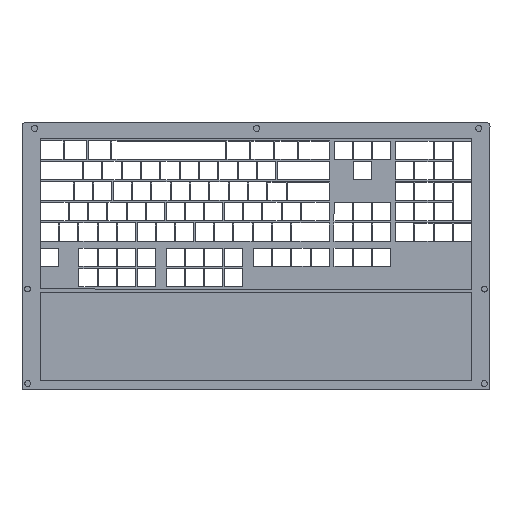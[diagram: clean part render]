
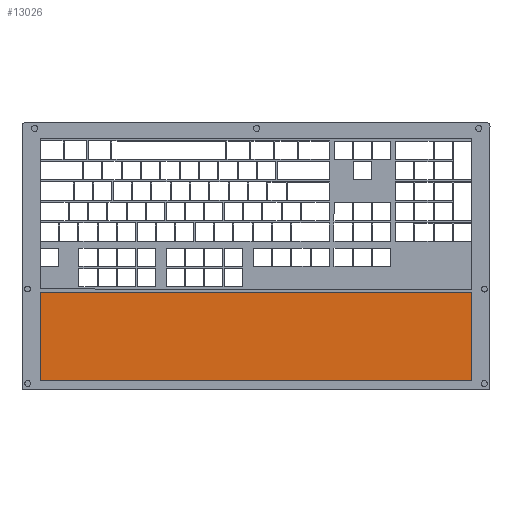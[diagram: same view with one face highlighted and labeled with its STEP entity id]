
A CAD part, top view. The second image highlights one B-rep face of the part: STEP entity #13026.
In plain terms, the highlighted planar face has unit normal (0, 0, 1).
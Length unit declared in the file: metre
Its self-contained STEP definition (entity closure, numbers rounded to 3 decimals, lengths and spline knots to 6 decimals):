
#3470=ORIENTED_EDGE('',*,*,#3852,.T.);
#3471=ORIENTED_EDGE('',*,*,#3855,.T.);
#3472=ORIENTED_EDGE('',*,*,#3858,.F.);
#3473=ORIENTED_EDGE('',*,*,#3849,.F.);
#3849=EDGE_CURVE('',#5537,#5539,#6760,.T.);
#3852=EDGE_CURVE('',#5537,#5541,#6763,.T.);
#3855=EDGE_CURVE('',#5541,#5543,#6766,.T.);
#3858=EDGE_CURVE('',#5539,#5543,#6769,.T.);
#5537=VERTEX_POINT('',#17539);
#5539=VERTEX_POINT('',#17542);
#5541=VERTEX_POINT('',#17548);
#5543=VERTEX_POINT('',#17554);
#6760=LINE('',#17541,#8145);
#6763=LINE('',#17547,#8148);
#6766=LINE('',#17553,#8151);
#6769=LINE('',#17559,#8154);
#8145=VECTOR('',#14220,1.);
#8148=VECTOR('',#14225,1.);
#8151=VECTOR('',#14230,1.);
#8154=VECTOR('',#14235,1.);
#10440=EDGE_LOOP('',(#3470,#3471,#3472,#3473));
#11707=FACE_BOUND('',#10440,.T.);
#12517=PLANE('',#13946);
#13026=ADVANCED_FACE('',(#11707),#12517,.F.);
#13946=AXIS2_PLACEMENT_3D('',#20788,#16998,#16999);
#14220=DIRECTION('',(1.,0.,0.));
#14225=DIRECTION('',(0.,-1.,0.));
#14230=DIRECTION('',(1.,0.,0.));
#14235=DIRECTION('',(0.,-1.,0.));
#16998=DIRECTION('',(0.,0.,-1.));
#16999=DIRECTION('',(1.,0.,0.));
#17539=CARTESIAN_POINT('',(-0.190009,-0.218001,-0.01025));
#17541=CARTESIAN_POINT('',(-0.000509,-0.218012,-0.01025));
#17542=CARTESIAN_POINT('',(0.188991,-0.218023,-0.01025));
#17547=CARTESIAN_POINT('',(-0.190011,-0.256501,-0.01025));
#17548=CARTESIAN_POINT('',(-0.190013,-0.295001,-0.01025));
#17553=CARTESIAN_POINT('',(-0.000513,-0.295012,-0.01025));
#17554=CARTESIAN_POINT('',(0.188987,-0.295023,-0.01025));
#17559=CARTESIAN_POINT('',(0.188989,-0.256523,-0.01025));
#20788=CARTESIAN_POINT('',(-0.000507,-0.183012,-0.01025));
